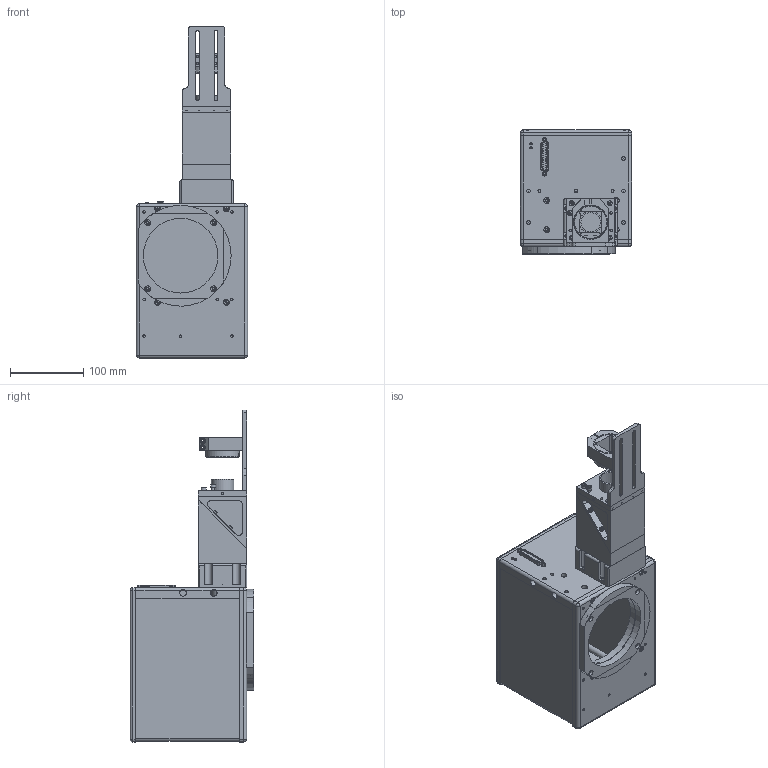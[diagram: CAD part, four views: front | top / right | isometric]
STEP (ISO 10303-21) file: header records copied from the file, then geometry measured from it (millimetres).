
FILE_DESCRIPTION (( 'STEP AP203' ), '1' );
FILE_NAME ('PROSCANII（X）30B带30同轴.STEP', '2022-07-13T07:01:27', ( 'Windows 用户' ), ( '' ), 'SwSTEP 2.0', 'SolidWorks 2017', '' );
FILE_SCHEMA (( 'CONFIG_CONTROL_DESIGN' ));
Length unit declared in the file: millimetre
Products named in the file (3): 30同轴（C.TZ.01.007（单体））; A79-30淥噩K2; PROSCANII（X）30B带30同轴
Assembly tree (2 placements, depth 2):
  PROSCANII（X）30B带30同轴
    A79-30淥噩K2
    30同轴（C.TZ.01.007（单体））
Bounding box: 152 x 169.5 x 454.09 mm (x, y, z)
Volume: 442186.4 mm3; surface area: 492633.5 mm2
Topology: 14 solids, 42 shells, 665 faces, 1881 edges, 1263 vertices
Faces by surface type: plane 320, cylinder 273, cone 50, sphere 8, torus 8, bspline 6
Full cylindrical faces by diameter (mm): 1.3 x25, 2.05 x4, 2.4 x4, 2.5 x4, 2.658 x2, 2.9 x4, 3 x6, 3.3 x45, 4 x14, 4.3 x4, 4.5 x15, 5 x10, 5.5 x2, 6 x6, 6.6 x4, 7 x4, 7.5 x2, 8 x20, 9 x1, 26.5 x1, 30 x1, 30.5 x1, 30.8 x1, 35 x4, 38 x1, 42 x1, 46 x1, 48 x1, 102 x3
Entity records: 20885 total; most frequent: CARTESIAN_POINT 4347, DIRECTION 3513, ORIENTED_EDGE 2657, EDGE_CURVE 1521, AXIS2_PLACEMENT_3D 1374, EDGE_LOOP 1181, VERTEX_POINT 1165, FACE_OUTER_BOUND 870
